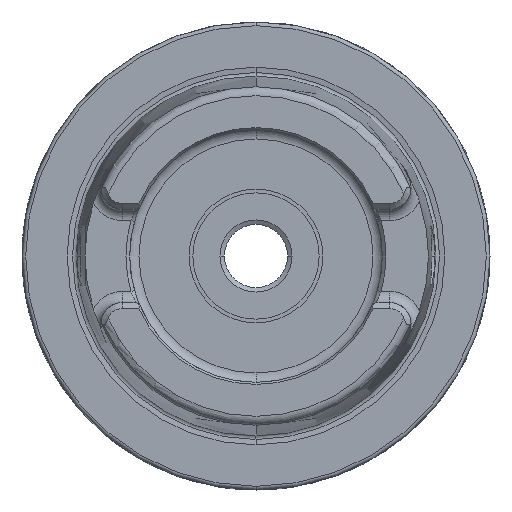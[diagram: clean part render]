
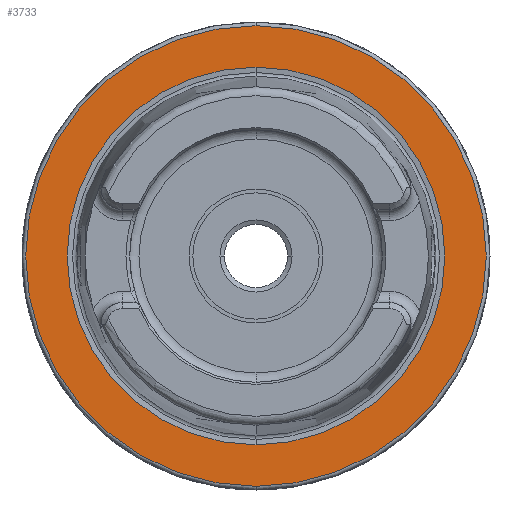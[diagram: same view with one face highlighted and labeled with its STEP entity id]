
A CAD part, left-side view. The second image highlights one B-rep face of the part: STEP entity #3733.
In plain terms, the highlighted planar face has unit normal (-1, 0, 0).
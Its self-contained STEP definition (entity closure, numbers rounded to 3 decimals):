
#840=CARTESIAN_POINT('',(0.,0.,0.));
#841=DIRECTION('',(1.,0.,0.));
#842=DIRECTION('',(0.,0.,-1.));
#843=AXIS2_PLACEMENT_3D('',#840,#841,#842);
#845=CARTESIAN_POINT('',(0.,0.,0.));
#846=DIRECTION('',(1.,0.,0.));
#847=DIRECTION('',(0.,0.,1.));
#848=AXIS2_PLACEMENT_3D('',#845,#846,#847);
#850=CARTESIAN_POINT('',(0.,0.,0.));
#851=DIRECTION('',(-1.,0.,0.));
#852=DIRECTION('',(0.,0.,1.));
#853=AXIS2_PLACEMENT_3D('',#850,#851,#852);
#855=CARTESIAN_POINT('',(0.,0.,0.));
#856=DIRECTION('',(-1.,0.,0.));
#857=DIRECTION('',(0.,0.,-1.));
#858=AXIS2_PLACEMENT_3D('',#855,#856,#857);
#2446=CARTESIAN_POINT('',(0.,0.,-25.42));
#2447=CARTESIAN_POINT('',(0.,0.,25.42));
#2448=VERTEX_POINT('',#2446);
#2449=VERTEX_POINT('',#2447);
#2755=CARTESIAN_POINT('',(0.,0.,31.));
#2756=CARTESIAN_POINT('',(0.,0.,-31.));
#2757=VERTEX_POINT('',#2755);
#2758=VERTEX_POINT('',#2756);
#3717=CARTESIAN_POINT('',(0.,0.,0.));
#3718=DIRECTION('',(1.,0.,0.));
#3719=DIRECTION('',(0.,0.,1.));
#3720=AXIS2_PLACEMENT_3D('',#3717,#3718,#3719);
#3721=PLANE('',#3720);
#3722=ORIENTED_EDGE('',*,*,#3707,.F.);
#3724=ORIENTED_EDGE('',*,*,#3723,.F.);
#3725=EDGE_LOOP('',(#3722,#3724));
#3726=FACE_OUTER_BOUND('',#3725,.F.);
#3728=ORIENTED_EDGE('',*,*,#3727,.F.);
#3730=ORIENTED_EDGE('',*,*,#3729,.F.);
#3731=EDGE_LOOP('',(#3728,#3730));
#3732=FACE_BOUND('',#3731,.F.);
#3733=ADVANCED_FACE('',(#3726,#3732),#3721,.F.);
#844=CIRCLE('',#843,25.42);
#849=CIRCLE('',#848,25.42);
#854=CIRCLE('',#853,31.);
#859=CIRCLE('',#858,31.);
#3707=EDGE_CURVE('',#2757,#2758,#854,.T.);
#3723=EDGE_CURVE('',#2758,#2757,#859,.T.);
#3727=EDGE_CURVE('',#2448,#2449,#844,.T.);
#3729=EDGE_CURVE('',#2449,#2448,#849,.T.);
